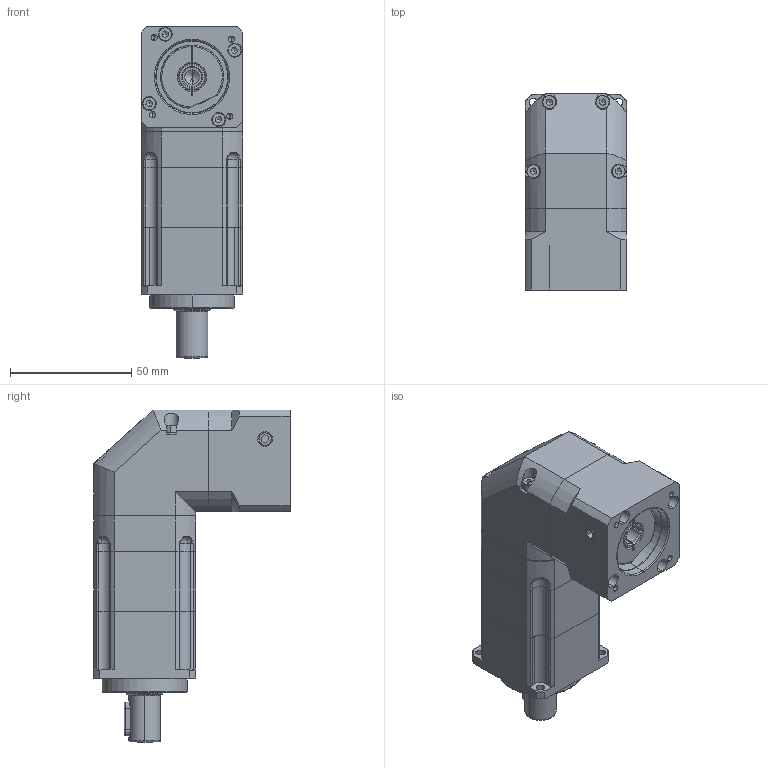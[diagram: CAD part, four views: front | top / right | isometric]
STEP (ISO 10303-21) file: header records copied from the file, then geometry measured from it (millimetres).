
FILE_DESCRIPTION (( 'STEP AP203' ), '1' );
FILE_NAME ('FABR-042D-L2-S2-8-30-45-M3-26.STEP', '2022-04-29T08:43:43', ( 'User' ), ( 'China' ), 'SwSTEP 2.0', 'SolidWorks 2020', '' );
FILE_SCHEMA (( 'CONFIG_CONTROL_DESIGN' ));
Length unit declared in the file: millimetre
Products named in the file (14): R042Dshuchuketi; 踡隅蹟隊M6X6; M3-10; 调整垫片FABR042D-20; 怀堤俴陎殤FAB042; 珨撰眻褒眊极 FABR042D; 输入轴锁紧环-11X26X9; 输入太阳齿轮FAB042D-8; A倰す瑩5X14; 输入法兰FABR042D-30X33.5XM3(45); FAB-042; FABR-042D-L2-S2-8-30-45-M3-26; 一级内齿圈FAB042D-Z108; M3-10樓粟菜
Assembly tree (20 placements, depth 2):
  FABR-042D-L2-S2-8-30-45-M3-26
    珨撰眻褒眊极 FABR042D
    R042Dshuchuketi
    调整垫片FABR042D-20
    一级内齿圈FAB042D-Z108
    踡隅蹟隊M6X6
    怀堤俴陎殤FAB042
    输入太阳齿轮FAB042D-8
    输入轴锁紧环-11X26X9
    A倰す瑩5X14
    M3-10
    M3-10樓粟菜  x8
    FAB-042
    输入法兰FABR042D-30X33.5XM3(45)
Bounding box: 42 x 81 x 137 mm (x, y, z)
Volume: 178902.3 mm3; surface area: 70102 mm2
Topology: 14 solids, 30 shells, 981 faces, 2431 edges, 1543 vertices
Faces by surface type: cylinder 450, plane 291, cone 134, torus 82, bspline 24
Entity records: 27905 total; most frequent: CARTESIAN_POINT 7164, DIRECTION 4237, ORIENTED_EDGE 3838, EDGE_CURVE 1923, AXIS2_PLACEMENT_3D 1728, VERTEX_POINT 1242, CIRCLE 943, EDGE_LOOP 928
